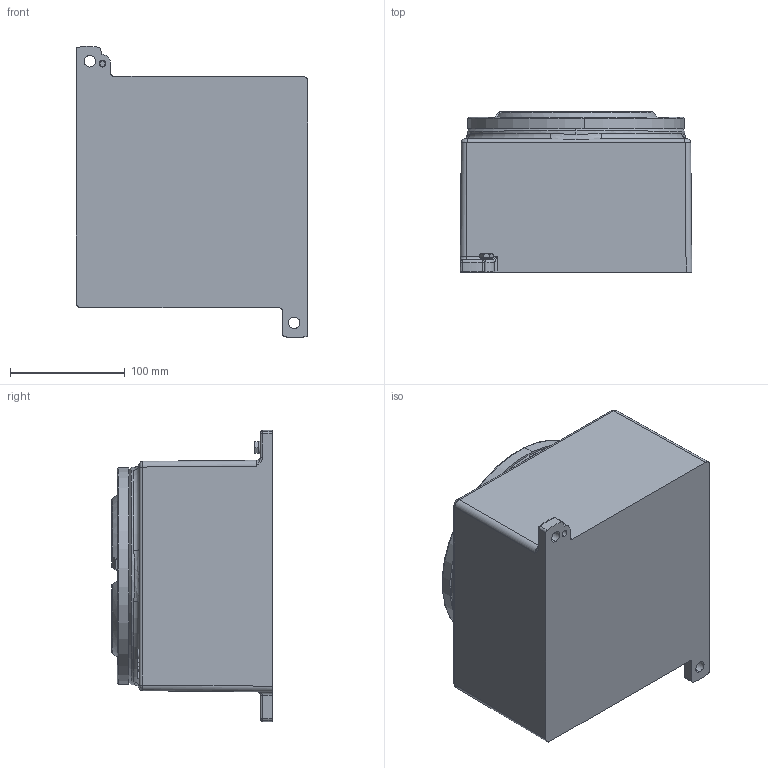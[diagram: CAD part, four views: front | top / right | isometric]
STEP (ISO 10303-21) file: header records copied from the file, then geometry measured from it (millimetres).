
FILE_DESCRIPTION((''),'2;1');
FILE_NAME('CAD-6832_SW0001','2020-03-16T08:59:42',('creinig-se'),(''),'CREO PARAMETRIC BY PTC INC, 2019292','CREO PARAMETRIC BY PTC INC, 2019292','');
FILE_SCHEMA(('CONFIG_CONTROL_DESIGN','SHAPE_APPEARANCE_LAYERS_GROUPS'));
Length unit declared in the file: millimetre
Products named in the file (1): CAD-6832_SW0001
Bounding box: 202.02 x 140 x 253.95 mm (x, y, z)
Volume: 5174875.5 mm3; surface area: 192222.5 mm2
Topology: 1 solids, 1 shells, 200 faces, 514 edges, 321 vertices
Faces by surface type: plane 75, bspline 50, cylinder 39, cone 19, torus 13, sphere 4
Entity records: 12121 total; most frequent: CARTESIAN_POINT 6179, ORIENTED_EDGE 1006, DIRECTION 781, EDGE_CURVE 503, VERTEX_POINT 315, AXIS2_PLACEMENT_3D 289, EDGE_LOOP 216, PRESENTATION_STYLE_ASSIGNMENT 204
